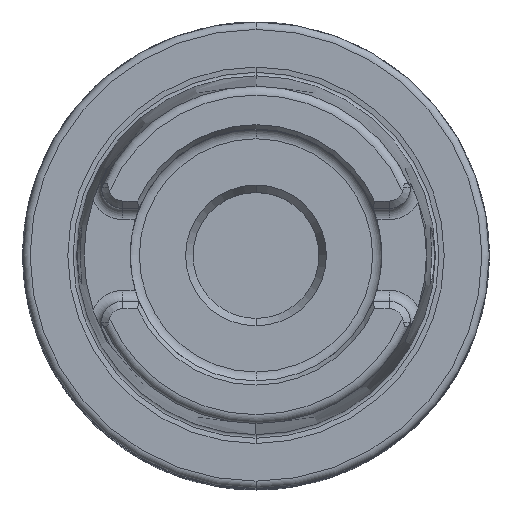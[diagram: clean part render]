
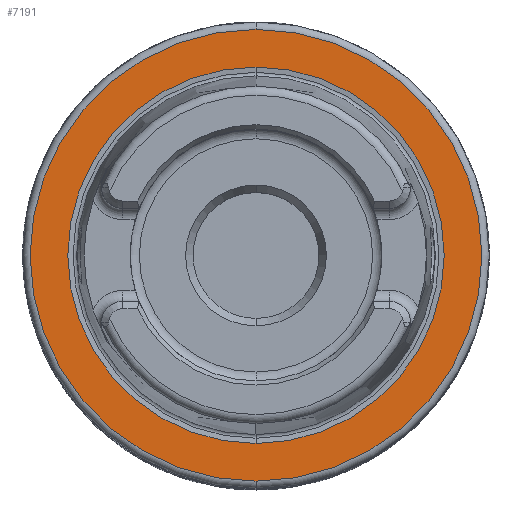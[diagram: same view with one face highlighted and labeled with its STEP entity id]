
A CAD part, top view. The second image highlights one B-rep face of the part: STEP entity #7191.
In plain terms, the highlighted planar face has unit normal (0, 0, 1).
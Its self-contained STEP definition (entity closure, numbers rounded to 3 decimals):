
#1264=CARTESIAN_POINT('',(0,0,26));
#1265=DIRECTION('',(0,0,-1));
#1266=DIRECTION('',(0,1,0));
#1267=AXIS2_PLACEMENT_3D('',#1264,#1265,#1266);
#1277=CARTESIAN_POINT('',(0,0,26));
#1278=DIRECTION('',(0,0,1));
#1279=DIRECTION('',(0,1,0));
#1280=AXIS2_PLACEMENT_3D('',#1277,#1278,#1279);
#1282=CARTESIAN_POINT('',(0,0,26));
#1283=DIRECTION('',(0,0,1));
#1284=DIRECTION('',(0,1,0));
#1285=AXIS2_PLACEMENT_3D('',#1282,#1283,#1284);
#1287=CARTESIAN_POINT('',(0,0,26));
#1288=DIRECTION('',(0,0,1));
#1289=DIRECTION('',(0,-1,0));
#1290=AXIS2_PLACEMENT_3D('',#1287,#1288,#1289);
#5085=CARTESIAN_POINT('',(0,25.409,26));
#5087=VERTEX_POINT('',#5085);
#5121=CARTESIAN_POINT('',(0,-25.409,26));
#5123=VERTEX_POINT('',#5121);
#5187=CARTESIAN_POINT('',(0,30.5,26));
#5188=CARTESIAN_POINT('',(0,-30.5,26));
#5189=VERTEX_POINT('',#5187);
#5190=VERTEX_POINT('',#5188);
#7176=CARTESIAN_POINT('',(0,0,26));
#7177=DIRECTION('',(0,0,-1));
#7178=DIRECTION('',(0,-1,0));
#7179=AXIS2_PLACEMENT_3D('',#7176,#7177,#7178);
#7180=PLANE('',#7179);
#7182=ORIENTED_EDGE('',*,*,#7181,.F.);
#7184=ORIENTED_EDGE('',*,*,#7183,.F.);
#7185=EDGE_LOOP('',(#7182,#7184));
#7186=FACE_OUTER_BOUND('',#7185,.F.);
#7187=ORIENTED_EDGE('',*,*,#7171,.T.);
#7188=ORIENTED_EDGE('',*,*,#7155,.F.);
#7189=EDGE_LOOP('',(#7187,#7188));
#7190=FACE_BOUND('',#7189,.F.);
#7191=ADVANCED_FACE('',(#7186,#7190),#7180,.F.);
#1268=CIRCLE('',#1267,25.409);
#1281=CIRCLE('',#1280,25.409);
#1286=CIRCLE('',#1285,30.5);
#1291=CIRCLE('',#1290,30.5);
#7155=EDGE_CURVE('',#5087,#5123,#1268,.T.);
#7171=EDGE_CURVE('',#5087,#5123,#1281,.T.);
#7181=EDGE_CURVE('',#5189,#5190,#1286,.T.);
#7183=EDGE_CURVE('',#5190,#5189,#1291,.T.);
